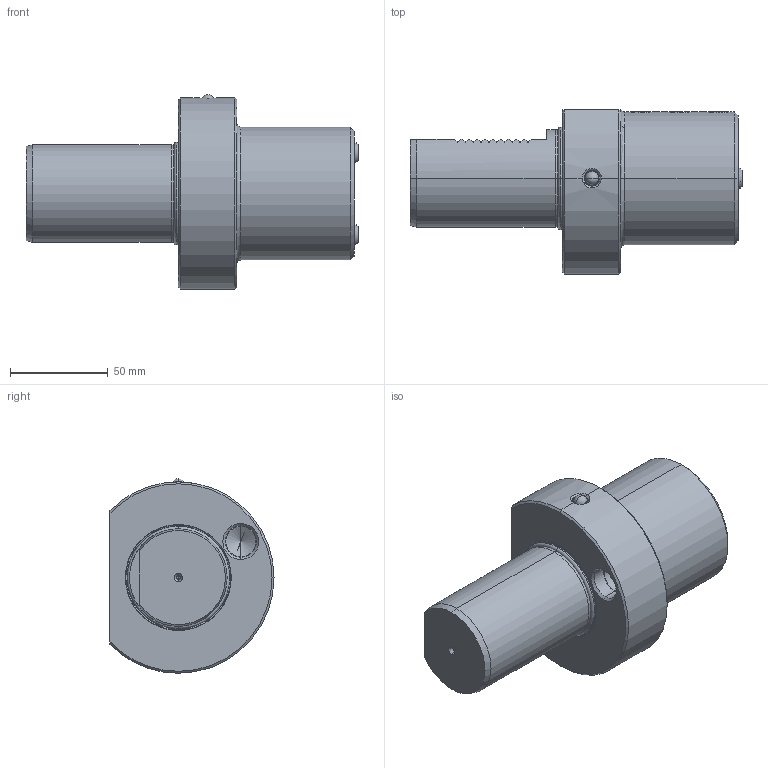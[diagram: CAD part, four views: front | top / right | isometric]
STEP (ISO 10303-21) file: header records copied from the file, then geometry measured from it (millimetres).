
FILE_DESCRIPTION (( 'STEP AP203' ), '1' );
FILE_NAME ('509.52.20.STEP', '2016-11-26T06:57:16', ( '' ), ( '' ), 'SwSTEP 2.0', 'SolidWorks 2012', '' );
FILE_SCHEMA (( 'CONFIG_CONTROL_DESIGN' ));
Products named in the file (8): 509.52.20; 出水銅嘴; 皿頭_M5; M12xP1.5x20L; 管螺文螺絲; O型環48.7; VDI50        E2_20; 8止水鉚珠
Assembly tree (11 placements, depth 2):
  509.52.20
    VDI50        E2_20
    8止水鉚珠
    M12xP1.5x20L  x3
    O型環48.7
    管螺文螺絲
    皿頭_M5  x2
    出水銅嘴  x2
Bounding box: 170 x 84 x 99.6 mm (x, y, z)
Volume: 528723.6 mm3; surface area: 72072.1 mm2
Topology: 12 solids, 12 shells, 693 faces, 1878 edges, 1197 vertices
Faces by surface type: cylinder 327, cone 183, plane 107, bspline 56, torus 14, sphere 6
Entity records: 73276 total; most frequent: CARTESIAN_POINT 60331, ORIENTED_EDGE 2934, DIRECTION 2067, EDGE_CURVE 1467, VERTEX_POINT 933, AXIS2_PLACEMENT_3D 779, EDGE_LOOP 576, FACE_OUTER_BOUND 553
